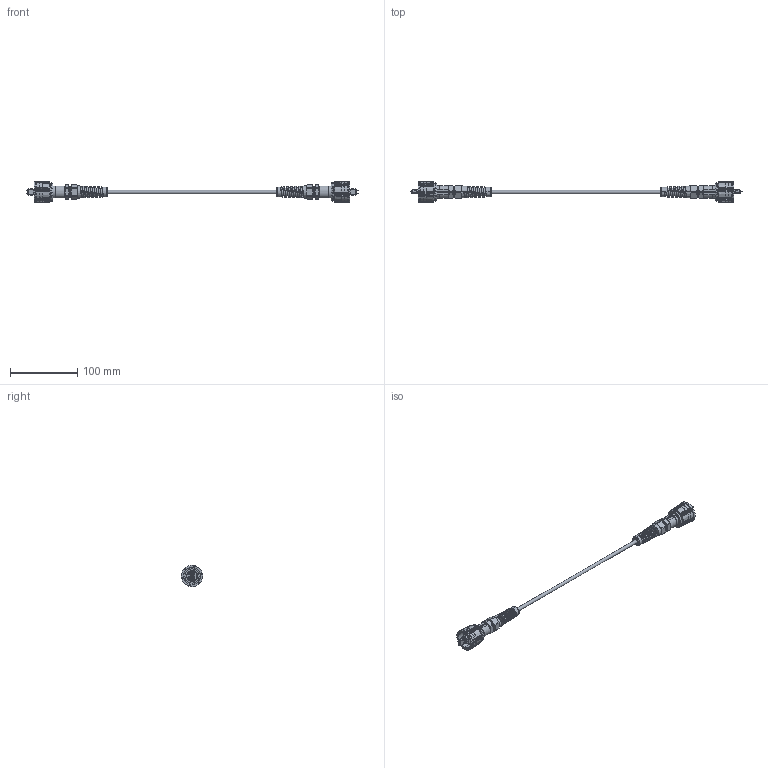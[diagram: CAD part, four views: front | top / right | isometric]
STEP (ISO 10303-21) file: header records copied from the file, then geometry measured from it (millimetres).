
FILE_DESCRIPTION (( 'STEP AP214' ), '1' );
FILE_NAME ('FOCM3ODMPMB24.step', '2022-10-19T19:00:43', ( '' ), ( '' ), 'SwSTEP 2.0', 'SolidWorks 2022', '' );
FILE_SCHEMA (( 'AUTOMOTIVE_DESIGN' ));
Length unit declared in the file: inch
Products named in the file (18): MPO_UPC MALE CONN, IP68, 24F^FOCM3ODMPMB24; 7^MPO_UPC MALE CONN, IP68, 24F_FOCM3ODMPMB24; 2^MPO_UPC MALE CONN, IP68, 24F_FOCM3ODMPMB24; 5^MPO_UPC MALE CONN, IP68, 24F_FOCM3ODMPMB24; 12^MPO_UPC MALE CONN, IP68, 24F_FOCM3ODMPMB24; 1^MPO_UPC MALE CONN, IP68, 24F_FOCM3ODMPMB24; 15^MPO_UPC MALE CONN, IP68, 24F_FOCM3ODMPMB24; OUTDOOR CABLE, 24F, BLACK LSZH^FOCM3ODMPMB24; 17^MPO_UPC MALE CONN, IP68, 24F_FOCM3ODMPMB24; 13^MPO_UPC MALE CONN, IP68, 24F_FOCM3ODMPMB24; 18^MPO_UPC MALE CONN, IP68, 24F_FOCM3ODMPMB24; 6^MPO_UPC MALE CONN, IP68, 24F_FOCM3ODMPMB24; FOCM3ODMPMB24; 8^MPO_UPC MALE CONN, IP68, 24F_FOCM3ODMPMB24; 9^MPO_UPC MALE CONN, IP68, 24F_FOCM3ODMPMB24; 11^MPO_UPC MALE CONN, IP68, 24F_FOCM3ODMPMB24; 4^MPO_UPC MALE CONN, IP68, 24F_FOCM3ODMPMB24; 3^MPO_UPC MALE CONN, IP68, 24F_FOCM3ODMPMB24
Assembly tree (18 placements, depth 3):
  FOCM3ODMPMB24
    OUTDOOR CABLE, 24F, BLACK LSZH^FOCM3ODMPMB24
    MPO_UPC MALE CONN, IP68, 24F^FOCM3ODMPMB24  x2
      1^MPO_UPC MALE CONN, IP68, 24F_FOCM3ODMPMB24
      2^MPO_UPC MALE CONN, IP68, 24F_FOCM3ODMPMB24
      3^MPO_UPC MALE CONN, IP68, 24F_FOCM3ODMPMB24
      4^MPO_UPC MALE CONN, IP68, 24F_FOCM3ODMPMB24
      5^MPO_UPC MALE CONN, IP68, 24F_FOCM3ODMPMB24
      6^MPO_UPC MALE CONN, IP68, 24F_FOCM3ODMPMB24
      7^MPO_UPC MALE CONN, IP68, 24F_FOCM3ODMPMB24
      8^MPO_UPC MALE CONN, IP68, 24F_FOCM3ODMPMB24
      9^MPO_UPC MALE CONN, IP68, 24F_FOCM3ODMPMB24
      11^MPO_UPC MALE CONN, IP68, 24F_FOCM3ODMPMB24
      12^MPO_UPC MALE CONN, IP68, 24F_FOCM3ODMPMB24
      13^MPO_UPC MALE CONN, IP68, 24F_FOCM3ODMPMB24
      15^MPO_UPC MALE CONN, IP68, 24F_FOCM3ODMPMB24
      17^MPO_UPC MALE CONN, IP68, 24F_FOCM3ODMPMB24
      18^MPO_UPC MALE CONN, IP68, 24F_FOCM3ODMPMB24
Bounding box: 493.14 x 31.55 x 31.59 mm (x, y, z)
Volume: 76804.5 mm3; surface area: 43232 mm2
Topology: 31 solids, 43 shells, 3717 faces, 9689 edges, 6132 vertices
Faces by surface type: plane 1682, cylinder 897, bspline 670, cone 326, torus 76, sphere 66
Full cylindrical faces by diameter (mm): 0.126 x48, 0.6 x64, 0.603 x2, 5 x1
Entity records: 79706 total; most frequent: CARTESIAN_POINT 32627, ORIENTED_EDGE 9446, DIRECTION 8136, EDGE_CURVE 4723, VERTEX_POINT 3054, AXIS2_PLACEMENT_3D 2872, VECTOR 2392, LINE 2392
